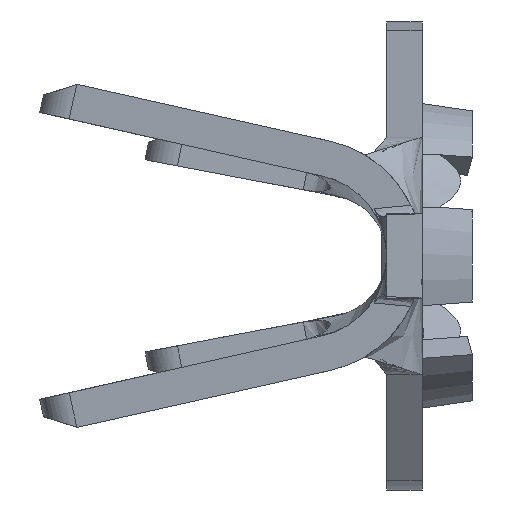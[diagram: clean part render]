
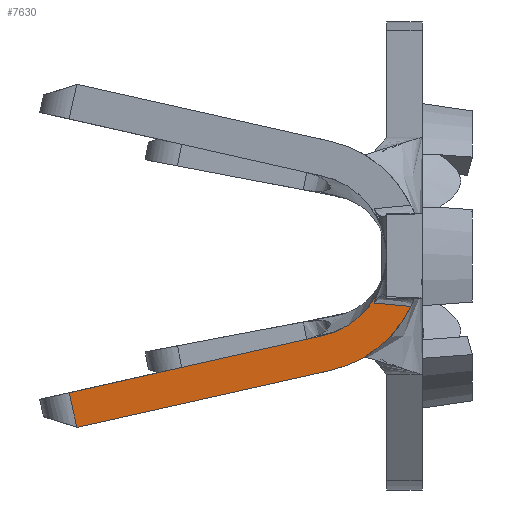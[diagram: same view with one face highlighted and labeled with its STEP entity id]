
A CAD part, left-side view. The second image highlights one B-rep face of the part: STEP entity #7630.
In plain terms, the highlighted planar face has unit normal (-0.996, 0.087, 0).
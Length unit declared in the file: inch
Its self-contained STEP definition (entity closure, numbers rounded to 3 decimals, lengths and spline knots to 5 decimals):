
#381 = EDGE_CURVE ( 'NONE', #2604, #1884, #6274, .T. ) ;
#419 = CARTESIAN_POINT ( 'NONE',  ( -0.69219, 0.03214, -0.03622 ) ) ;
#482 = VERTEX_POINT ( 'NONE', #3812 ) ;
#1121 = CARTESIAN_POINT ( 'NONE',  ( -0.69286, 0.02441, -0.03697 ) ) ;
#1158 = VERTEX_POINT ( 'NONE', #9157 ) ;
#1178 = ORIENTED_EDGE ( 'NONE', *, *, #8422, .F. ) ;
#1200 = CARTESIAN_POINT ( 'NONE',  ( -0.69159, 0.03895, -0.0422 ) ) ;
#1235 =( BOUNDED_CURVE ( )  B_SPLINE_CURVE ( 3, ( #8773, #2425, #5248, #8072 ),
 .UNSPECIFIED., .F., .F. ) 
 B_SPLINE_CURVE_WITH_KNOTS ( ( 4, 4 ),
 ( 3.58722, 4.49099 ),
 .UNSPECIFIED. ) 
 CURVE ( )  GEOMETRIC_REPRESENTATION_ITEM ( )  RATIONAL_B_SPLINE_CURVE ( ( 1., 0.933, 0.933, 1. ) ) 
 REPRESENTATION_ITEM ( '' )  );
#1363 = ORIENTED_EDGE ( 'NONE', *, *, #381, .T. ) ;
#1441 = VERTEX_POINT ( 'NONE', #1932 ) ;
#1469 = VECTOR ( 'NONE', #6180, 39.37008 ) ;
#1719 = DIRECTION ( 'NONE',  ( 0.996, -0.087, 0. ) ) ;
#1825 = CARTESIAN_POINT ( 'NONE',  ( -0.69371, 0.01477, -0.03779 ) ) ;
#1884 = VERTEX_POINT ( 'NONE', #7932 ) ;
#1932 = CARTESIAN_POINT ( 'NONE',  ( -0.69181, 0.03642, -0.03575 ) ) ;
#1956 = EDGE_CURVE ( 'NONE', #2229, #3388, #1235, .T. ) ;
#1969 = EDGE_CURVE ( 'NONE', #2229, #1441, #2426, .T. ) ;
#2136 = B_SPLINE_CURVE_WITH_KNOTS ( 'NONE', 3,
 ( #5691, #8513, #2160, #4990 ),
 .UNSPECIFIED., .F., .F.,
 ( 4, 4 ),
 ( 0., 0.00036 ),
 .UNSPECIFIED. ) ;
#2160 = CARTESIAN_POINT ( 'NONE',  ( -0.69211, 0.033, -0.02701 ) ) ;
#2198 = ORIENTED_EDGE ( 'NONE', *, *, #5985, .F. ) ;
#2229 = VERTEX_POINT ( 'NONE', #3452 ) ;
#2251 = VECTOR ( 'NONE', #8076, 39.37008 ) ;
#2417 = FACE_OUTER_BOUND ( 'NONE', #8541, .T. ) ;
#2425 = CARTESIAN_POINT ( 'NONE',  ( -0.69319, 0.02066, -0.06342 ) ) ;
#2426 = B_SPLINE_CURVE_WITH_KNOTS ( 'NONE', 3,
 ( #8867, #2518, #5343, #8166, #1825, #4649, #7479, #1121, #3948, #6789, #419, #3250, #6088 ),
 .UNSPECIFIED., .F., .F.,
 ( 4, 3, 3, 3, 4 ),
 ( 0., 0.00007, 0.00033, 0.00055, 0.00071 ),
 .UNSPECIFIED. ) ;
#2430 = LINE ( 'NONE', #5254, #2251 ) ;
#2518 = CARTESIAN_POINT ( 'NONE',  ( -0.69416, 0.00958, -0.03827 ) ) ;
#2535 = EDGE_CURVE ( 'NONE', #2604, #482, #8987, .T. ) ;
#2604 = VERTEX_POINT ( 'NONE', #6305 ) ;
#2618 = ORIENTED_EDGE ( 'NONE', *, *, #6951, .F. ) ;
#2625 = DIRECTION ( 'NONE',  ( 0.083, 0.951, 0.297 ) ) ;
#2640 = CARTESIAN_POINT ( 'NONE',  ( -0.68845, 0.07484, -0.06036 ) ) ;
#3250 = CARTESIAN_POINT ( 'NONE',  ( -0.692, 0.03428, -0.03599 ) ) ;
#3388 = VERTEX_POINT ( 'NONE', #8829 ) ;
#3452 = CARTESIAN_POINT ( 'NONE',  ( -0.69424, 0.00869, -0.03836 ) ) ;
#3812 = CARTESIAN_POINT ( 'NONE',  ( -0.6884, 0.07539, -0.06049 ) ) ;
#3948 = CARTESIAN_POINT ( 'NONE',  ( -0.69262, 0.0272, -0.03671 ) ) ;
#4031 = CARTESIAN_POINT ( 'NONE',  ( -0.69226, 0.03128, -0.02264 ) ) ;
#4547 = DIRECTION ( 'NONE',  ( 0.087, 0.996, 0. ) ) ;
#4649 = CARTESIAN_POINT ( 'NONE',  ( -0.69341, 0.0182, -0.03751 ) ) ;
#4729 = CARTESIAN_POINT ( 'NONE',  ( -0.6884, 0.07539, -0.06049 ) ) ;
#4990 = CARTESIAN_POINT ( 'NONE',  ( -0.69226, 0.03128, -0.02264 ) ) ;
#5201 = VERTEX_POINT ( 'NONE', #6077 ) ;
#5243 = PLANE ( 'NONE',  #7147 ) ;
#5248 = CARTESIAN_POINT ( 'NONE',  ( -0.69129, 0.04237, -0.08073 ) ) ;
#5254 = CARTESIAN_POINT ( 'NONE',  ( -0.68897, 0.06895, -0.08671 ) ) ;
#5343 = CARTESIAN_POINT ( 'NONE',  ( -0.69408, 0.01047, -0.03819 ) ) ;
#5467 = DIRECTION ( 'NONE',  ( -0.085, -0.972, 0.219 ) ) ;
#5691 = CARTESIAN_POINT ( 'NONE',  ( -0.69181, 0.03642, -0.03575 ) ) ;
#5985 = EDGE_CURVE ( 'NONE', #3388, #5201, #2430, .T. ) ;
#6077 = CARTESIAN_POINT ( 'NONE',  ( -0.67214, 0.26126, -0.13 ) ) ;
#6088 = CARTESIAN_POINT ( 'NONE',  ( -0.69181, 0.03642, -0.03575 ) ) ;
#6116 = ORIENTED_EDGE ( 'NONE', *, *, #1956, .F. ) ;
#6150 = LINE ( 'NONE', #8968, #8637 ) ;
#6180 = DIRECTION ( 'NONE',  ( -0.019, -0.22, -0.975 ) ) ;
#6274 = LINE ( 'NONE', #7619, #1469 ) ;
#6275 =( BOUNDED_CURVE ( )  B_SPLINE_CURVE ( 3, ( #4729, #7560, #1200, #4031 ),
 .UNSPECIFIED., .F., .F. ) 
 B_SPLINE_CURVE_WITH_KNOTS ( ( 4, 4 ),
 ( 1.79219, 2.76778 ),
 .UNSPECIFIED. ) 
 CURVE ( )  GEOMETRIC_REPRESENTATION_ITEM ( )  RATIONAL_B_SPLINE_CURVE ( ( 1., 0.922, 0.922, 1. ) ) 
 REPRESENTATION_ITEM ( '' )  );
#6305 = CARTESIAN_POINT ( 'NONE',  ( -0.67158, 0.26768, -0.10377 ) ) ;
#6371 = EDGE_CURVE ( 'NONE', #1441, #1158, #2136, .T. ) ;
#6789 = CARTESIAN_POINT ( 'NONE',  ( -0.69238, 0.02999, -0.03643 ) ) ;
#6951 = EDGE_CURVE ( 'NONE', #482, #1158, #6275, .T. ) ;
#7147 = AXIS2_PLACEMENT_3D ( 'NONE', #8067, #1719, #4547 ) ;
#7479 = CARTESIAN_POINT ( 'NONE',  ( -0.69311, 0.02162, -0.03721 ) ) ;
#7560 = CARTESIAN_POINT ( 'NONE',  ( -0.6902, 0.05489, -0.05587 ) ) ;
#7619 = CARTESIAN_POINT ( 'NONE',  ( -0.67321, 0.24906, -0.18649 ) ) ;
#7630 = ADVANCED_FACE ( 'NONE', ( #2417 ), #5243, .F. ) ;
#7817 = VECTOR ( 'NONE', #5467, 39.37008 ) ;
#7932 = CARTESIAN_POINT ( 'NONE',  ( -0.67209, 0.26182, -0.12983 ) ) ;
#8067 = CARTESIAN_POINT ( 'NONE',  ( -0.695, 0., -0.13 ) ) ;
#8072 = CARTESIAN_POINT ( 'NONE',  ( -0.68892, 0.06946, -0.08683 ) ) ;
#8076 = DIRECTION ( 'NONE',  ( 0.085, 0.972, -0.219 ) ) ;
#8162 = ORIENTED_EDGE ( 'NONE', *, *, #2535, .F. ) ;
#8166 = CARTESIAN_POINT ( 'NONE',  ( -0.69401, 0.01136, -0.0381 ) ) ;
#8357 = ORIENTED_EDGE ( 'NONE', *, *, #6371, .T. ) ;
#8422 = EDGE_CURVE ( 'NONE', #5201, #1884, #6150, .T. ) ;
#8513 = CARTESIAN_POINT ( 'NONE',  ( -0.69196, 0.03471, -0.03138 ) ) ;
#8541 = EDGE_LOOP ( 'NONE', ( #6116, #9107, #8357, #2618, #8162, #1363, #1178, #2198 ) ) ;
#8637 = VECTOR ( 'NONE', #2625, 39.37008 ) ;
#8773 = CARTESIAN_POINT ( 'NONE',  ( -0.69424, 0.00869, -0.03836 ) ) ;
#8829 = CARTESIAN_POINT ( 'NONE',  ( -0.68892, 0.06946, -0.08683 ) ) ;
#8867 = CARTESIAN_POINT ( 'NONE',  ( -0.69424, 0.00869, -0.03836 ) ) ;
#8968 = CARTESIAN_POINT ( 'NONE',  ( -0.67006, 0.28505, -0.12258 ) ) ;
#8987 = LINE ( 'NONE', #2640, #7817 ) ;
#9107 = ORIENTED_EDGE ( 'NONE', *, *, #1969, .T. ) ;
#9157 = CARTESIAN_POINT ( 'NONE',  ( -0.69226, 0.03128, -0.02264 ) ) ;
